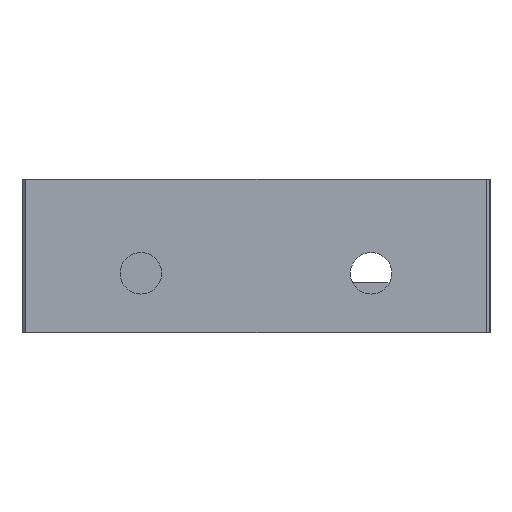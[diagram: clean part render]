
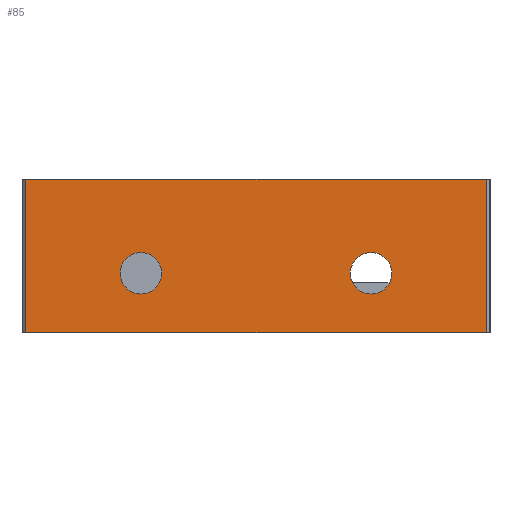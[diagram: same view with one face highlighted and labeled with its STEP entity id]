
A CAD part, left-side view. The second image highlights one B-rep face of the part: STEP entity #85.
In plain terms, the highlighted planar face has unit normal (-1, 0, 0).
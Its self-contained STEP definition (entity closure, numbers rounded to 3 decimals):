
#21 = EDGE_LOOP ( 'NONE', ( #1200, #1127 ) ) ;
#52 = LINE ( 'NONE', #1910, #571 ) ;
#85 = ADVANCED_FACE ( 'NONE', ( #1896, #1536, #1238 ), #1702, .T. ) ;
#92 = ORIENTED_EDGE ( 'NONE', *, *, #1894, .F. ) ;
#94 = LINE ( 'NONE', #1649, #1623 ) ;
#98 = DIRECTION ( 'NONE',  ( -1., 0., 0. ) ) ;
#104 = DIRECTION ( 'NONE',  ( 0., 0., 1. ) ) ;
#164 = DIRECTION ( 'NONE',  ( -1., 0., 0. ) ) ;
#209 = EDGE_CURVE ( 'NONE', #959, #1250, #1023, .T. ) ;
#243 = CARTESIAN_POINT ( 'NONE',  ( 0., 15.5, -12.25 ) ) ;
#252 = VERTEX_POINT ( 'NONE', #1013 ) ;
#267 = AXIS2_PLACEMENT_3D ( 'NONE', #243, #557, #691 ) ;
#272 = DIRECTION ( 'NONE',  ( -1., 0., 0. ) ) ;
#327 = EDGE_LOOP ( 'NONE', ( #1007, #92 ) ) ;
#329 = DIRECTION ( 'NONE',  ( -1., 0., 0. ) ) ;
#392 = ORIENTED_EDGE ( 'NONE', *, *, #209, .F. ) ;
#394 = DIRECTION ( 'NONE',  ( 0., 0., 1. ) ) ;
#395 = DIRECTION ( 'NONE',  ( 0., 0., 1. ) ) ;
#497 = DIRECTION ( 'NONE',  ( 0., 0., 1. ) ) ;
#507 = CARTESIAN_POINT ( 'NONE',  ( 0., 60.5, 0. ) ) ;
#535 = CARTESIAN_POINT ( 'NONE',  ( 0., 0.5, -20. ) ) ;
#557 = DIRECTION ( 'NONE',  ( -1., 0., 0. ) ) ;
#571 = VECTOR ( 'NONE', #1135, 1000. ) ;
#610 = CIRCLE ( 'NONE', #866, 2.705 ) ;
#653 = AXIS2_PLACEMENT_3D ( 'NONE', #1556, #329, #497 ) ;
#691 = DIRECTION ( 'NONE',  ( 0., 0., 1. ) ) ;
#716 = CIRCLE ( 'NONE', #1989, 2.705 ) ;
#809 = ORIENTED_EDGE ( 'NONE', *, *, #847, .F. ) ;
#847 = EDGE_CURVE ( 'NONE', #1250, #252, #52, .T. ) ;
#857 = DIRECTION ( 'NONE',  ( 0., 0., 1. ) ) ;
#866 = AXIS2_PLACEMENT_3D ( 'NONE', #1765, #98, #857 ) ;
#886 = EDGE_CURVE ( 'NONE', #959, #1072, #1167, .T. ) ;
#894 = VECTOR ( 'NONE', #1951, 1000. ) ;
#914 = ORIENTED_EDGE ( 'NONE', *, *, #886, .T. ) ;
#922 = CARTESIAN_POINT ( 'NONE',  ( 0., 45.5, -14.955 ) ) ;
#959 = VERTEX_POINT ( 'NONE', #1296 ) ;
#983 = AXIS2_PLACEMENT_3D ( 'NONE', #1185, #272, #104 ) ;
#1007 = ORIENTED_EDGE ( 'NONE', *, *, #1383, .F. ) ;
#1013 = CARTESIAN_POINT ( 'NONE',  ( 0., 0.5, 0. ) ) ;
#1019 = VERTEX_POINT ( 'NONE', #1355 ) ;
#1023 = LINE ( 'NONE', #1948, #1886 ) ;
#1072 = VERTEX_POINT ( 'NONE', #1346 ) ;
#1076 = DIRECTION ( 'NONE',  ( 0., 0., 1. ) ) ;
#1090 = CARTESIAN_POINT ( 'NONE',  ( 0., 15.5, -14.955 ) ) ;
#1127 = ORIENTED_EDGE ( 'NONE', *, *, #1596, .F. ) ;
#1135 = DIRECTION ( 'NONE',  ( 0., -1., 0. ) ) ;
#1140 = CIRCLE ( 'NONE', #983, 2.705 ) ;
#1167 = LINE ( 'NONE', #535, #894 ) ;
#1185 = CARTESIAN_POINT ( 'NONE',  ( 0., 45.5, -12.25 ) ) ;
#1200 = ORIENTED_EDGE ( 'NONE', *, *, #1332, .F. ) ;
#1205 = CIRCLE ( 'NONE', #267, 2.705 ) ;
#1220 = ORIENTED_EDGE ( 'NONE', *, *, #1398, .T. ) ;
#1238 = FACE_OUTER_BOUND ( 'NONE', #1245, .T. ) ;
#1245 = EDGE_LOOP ( 'NONE', ( #809, #392, #914, #1220 ) ) ;
#1250 = VERTEX_POINT ( 'NONE', #507 ) ;
#1296 = CARTESIAN_POINT ( 'NONE',  ( 0., 60.5, -20. ) ) ;
#1332 = EDGE_CURVE ( 'NONE', #1647, #1685, #1140, .T. ) ;
#1346 = CARTESIAN_POINT ( 'NONE',  ( 0., 0.5, -20. ) ) ;
#1355 = CARTESIAN_POINT ( 'NONE',  ( 0., 15.5, -9.545 ) ) ;
#1383 = EDGE_CURVE ( 'NONE', #1019, #1793, #1205, .T. ) ;
#1398 = EDGE_CURVE ( 'NONE', #1072, #252, #94, .T. ) ;
#1407 = CARTESIAN_POINT ( 'NONE',  ( 0., 45.5, -12.25 ) ) ;
#1536 = FACE_BOUND ( 'NONE', #21, .T. ) ;
#1556 = CARTESIAN_POINT ( 'NONE',  ( 0., 0.5, -20. ) ) ;
#1596 = EDGE_CURVE ( 'NONE', #1685, #1647, #716, .T. ) ;
#1623 = VECTOR ( 'NONE', #395, 1000. ) ;
#1647 = VERTEX_POINT ( 'NONE', #1713 ) ;
#1649 = CARTESIAN_POINT ( 'NONE',  ( 0., 0.5, -20. ) ) ;
#1685 = VERTEX_POINT ( 'NONE', #922 ) ;
#1702 = PLANE ( 'NONE',  #653 ) ;
#1713 = CARTESIAN_POINT ( 'NONE',  ( 0., 45.5, -9.545 ) ) ;
#1765 = CARTESIAN_POINT ( 'NONE',  ( 0., 15.5, -12.25 ) ) ;
#1793 = VERTEX_POINT ( 'NONE', #1090 ) ;
#1886 = VECTOR ( 'NONE', #394, 1000. ) ;
#1894 = EDGE_CURVE ( 'NONE', #1793, #1019, #610, .T. ) ;
#1896 = FACE_BOUND ( 'NONE', #327, .T. ) ;
#1910 = CARTESIAN_POINT ( 'NONE',  ( 0., 0.5, 0. ) ) ;
#1948 = CARTESIAN_POINT ( 'NONE',  ( 0., 60.5, -20. ) ) ;
#1951 = DIRECTION ( 'NONE',  ( 0., -1., 0. ) ) ;
#1989 = AXIS2_PLACEMENT_3D ( 'NONE', #1407, #164, #1076 ) ;
